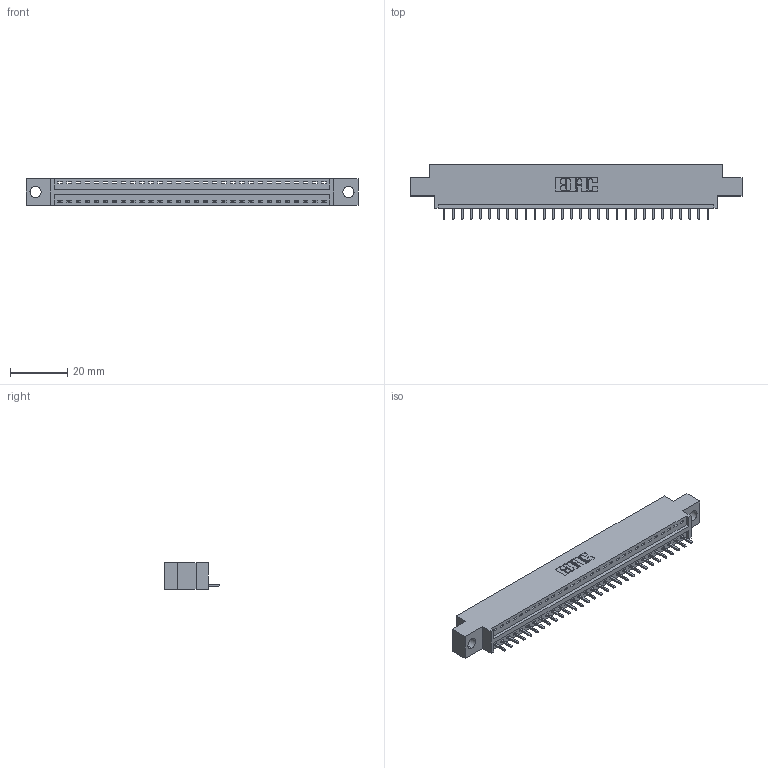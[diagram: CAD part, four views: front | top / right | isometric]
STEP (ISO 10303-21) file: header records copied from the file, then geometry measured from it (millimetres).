
FILE_DESCRIPTION (( 'STEP AP203' ), '1' );
FILE_NAME ('396-030-521-604.STEP', '2018-09-05T06:15:14', ( '' ), ( '' ), 'SwSTEP 2.0', 'SolidWorks 2016', '' );
FILE_SCHEMA (( 'CONFIG_CONTROL_DESIGN' ));
Length unit declared in the file: inch
Products named in the file (3): 396-030-521-604; 346 Part_0.170 Offset - 0.156 Dia-TH; 345-292-001_345-293-121
Assembly tree (31 placements, depth 2):
  396-030-521-604
    346 Part_0.170 Offset - 0.156 Dia-TH
    345-292-001_345-293-121  x30
Bounding box: 115.82 x 19.05 x 9.4 mm (x, y, z)
Volume: 10676.4 mm3; surface area: 12840.5 mm2
Topology: 31 solids, 31 shells, 1866 faces, 5621 edges, 3706 vertices
Faces by surface type: plane 1280, cylinder 586
Entity records: 20387 total; most frequent: CARTESIAN_POINT 3506, ORIENTED_EDGE 3470, DIRECTION 3107, EDGE_CURVE 1735, VECTOR 1483, LINE 1483, VERTEX_POINT 1154, AXIS2_PLACEMENT_3D 812
